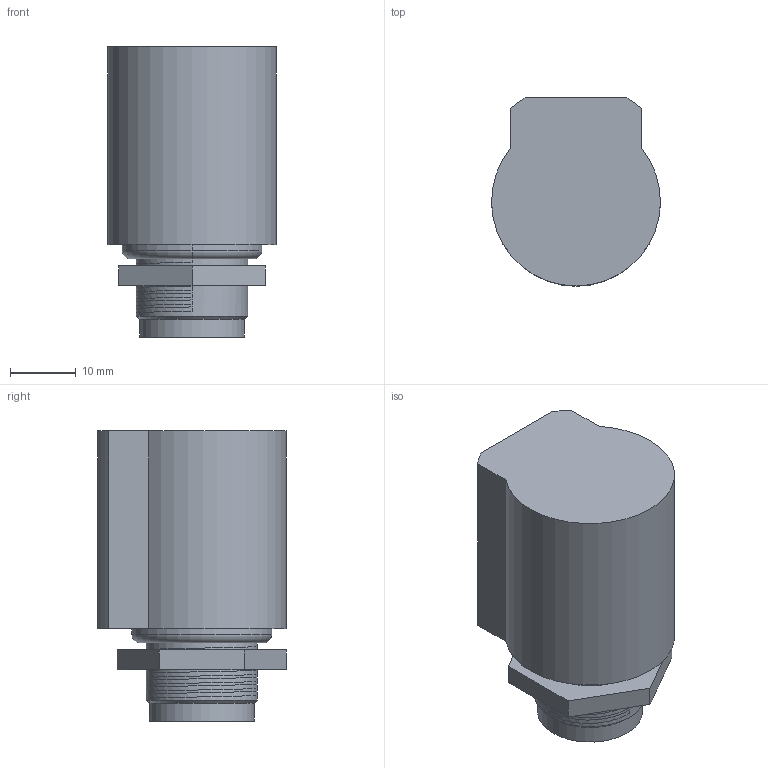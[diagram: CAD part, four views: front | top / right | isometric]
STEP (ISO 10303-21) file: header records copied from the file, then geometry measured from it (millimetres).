
FILE_DESCRIPTION((''),'2;1');
FILE_NAME('UTSPP7103G1S01','2012-02-24T',('jfeurprier'),('SOURIAU'),'PRO/ENGINEER BY PARAMETRIC TECHNOLOGY CORPORATION, 2010140','PRO/ENGINEER BY PARAMETRIC TECHNOLOGY CORPORATION, 2010140','');
FILE_SCHEMA(('CONFIG_CONTROL_DESIGN'));
Length unit declared in the file: millimetre
Products named in the file (1): UTSPP7103G1S01
Bounding box: 25.6 x 28.65 x 44 mm (x, y, z)
Volume: 21916.3 mm3; surface area: 5121.2 mm2
Topology: 1 solids, 1 shells, 178 faces, 503 edges, 342 vertices
Faces by surface type: extrusion 93, plane 70, cylinder 11, cone 2, torus 2
Entity records: 6415 total; most frequent: CARTESIAN_POINT 2100, ORIENTED_EDGE 1006, DIRECTION 596, EDGE_CURVE 503, VECTOR 372, VERTEX_POINT 342, B_SPLINE_CURVE_WITH_KNOTS 290, LINE 279
